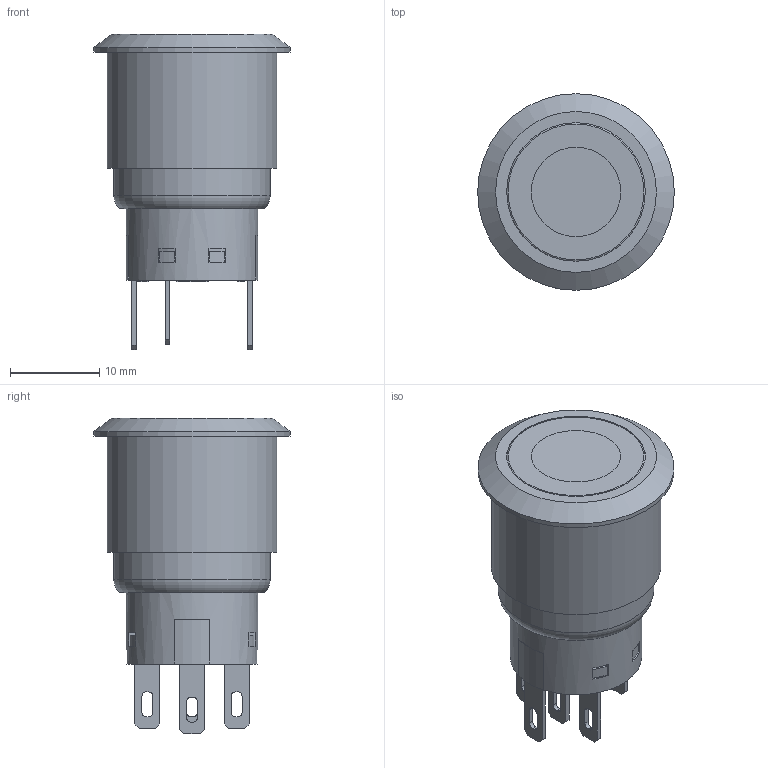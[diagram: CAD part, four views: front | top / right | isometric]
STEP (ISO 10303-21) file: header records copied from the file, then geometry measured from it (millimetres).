
FILE_DESCRIPTION(/* description */ (' ','CAx-IF Rec.Pracs.---Representation and Presentation of Product Manufacturing Information (PMI)---4.0---2014-10-13'),/* implementation_level */ '2;1');
FILE_NAME(/* name */ 'ULV4F23xx2xx.stp',/* time_stamp */ '2019-02-19T08:23:22-06:00',/* author */ ('mwilliams'),/* organization */ (' '),/* preprocessor_version */ 'ST-DEVELOPER v17',/* originating_system */ 'Autodesk Inventor 2018',/* authorisation */ ' ');
FILE_SCHEMA (('AP242_MANAGED_MODEL_BASED_3D_ENGINEERING_MIM_LF { 1 0 10303 442 1 1 4 }'));
Length unit declared in the file: inch
Products named in the file (5): ULV4F23xx2xx; Body1; Body2; Body3; Body4
Assembly tree (4 placements, depth 2):
  ULV4F23xx2xx
    Body1
    Body2
    Body3
    Body4
Bounding box: 22 x 22 x 35.3 mm (x, y, z)
Volume: 6324.5 mm3; surface area: 4524.7 mm2
Topology: 4 solids, 4 shells, 253 faces, 712 edges, 475 vertices
Faces by surface type: plane 166, bspline 46, cylinder 38, torus 2, cone 1
Full cylindrical faces by diameter (mm): 10 x2, 13.3 x1, 14.7 x2, 15.5 x2, 17.5 x1, 19 x1, 22 x1
Entity records: 9156 total; most frequent: CARTESIAN_POINT 2148, ORIENTED_EDGE 1424, DIRECTION 1339, EDGE_CURVE 712, VERTEX_POINT 475, LINE 471, VECTOR 471, AXIS2_PLACEMENT_3D 450
